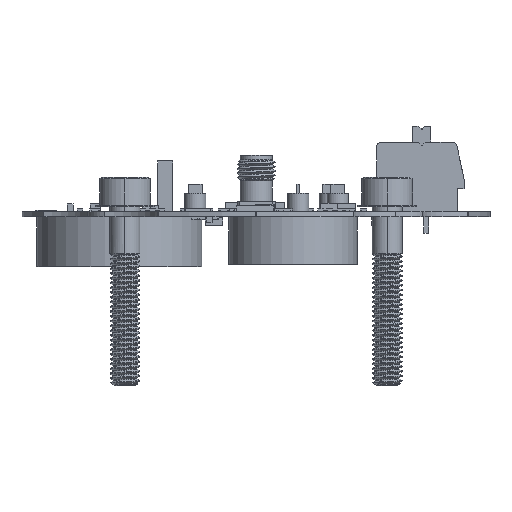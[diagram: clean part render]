
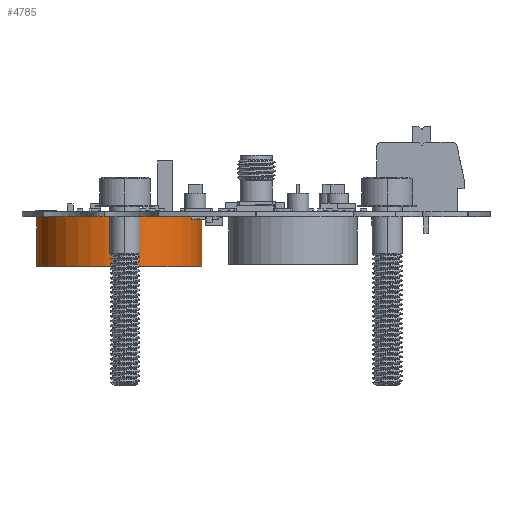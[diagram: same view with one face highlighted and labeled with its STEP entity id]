
A CAD part, left-side view. The second image highlights one B-rep face of the part: STEP entity #4785.
In plain terms, the highlighted cylindrical face has radius 13.85 mm (diameter 27.7 mm), a full revolution.
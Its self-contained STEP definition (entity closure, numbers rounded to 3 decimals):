
#4785 = ADVANCED_FACE('',(#4786),#4813,.T.);
#4786 = FACE_BOUND('',#4787,.T.);
#4787 = EDGE_LOOP('',(#4788,#4797,#4805,#4812));
#4788 = ORIENTED_EDGE('',*,*,#4789,.T.);
#4789 = EDGE_CURVE('',#4790,#4790,#4792,.T.);
#4790 = VERTEX_POINT('',#4791);
#4791 = CARTESIAN_POINT('',(13.85,0.,0.));
#4792 = CIRCLE('',#4793,13.85);
#4793 = AXIS2_PLACEMENT_3D('',#4794,#4795,#4796);
#4794 = CARTESIAN_POINT('',(0.,0.,0.));
#4795 = DIRECTION('',(0.,0.,1.));
#4796 = DIRECTION('',(1.,0.,0.));
#4797 = ORIENTED_EDGE('',*,*,#4798,.T.);
#4798 = EDGE_CURVE('',#4790,#4799,#4801,.T.);
#4799 = VERTEX_POINT('',#4800);
#4800 = CARTESIAN_POINT('',(13.85,0.,8.38));
#4801 = LINE('',#4802,#4803);
#4802 = CARTESIAN_POINT('',(13.85,0.,0.));
#4803 = VECTOR('',#4804,1.);
#4804 = DIRECTION('',(0.,0.,1.));
#4805 = ORIENTED_EDGE('',*,*,#4806,.F.);
#4806 = EDGE_CURVE('',#4799,#4799,#4807,.T.);
#4807 = CIRCLE('',#4808,13.85);
#4808 = AXIS2_PLACEMENT_3D('',#4809,#4810,#4811);
#4809 = CARTESIAN_POINT('',(0.,0.,8.38));
#4810 = DIRECTION('',(0.,0.,1.));
#4811 = DIRECTION('',(1.,0.,0.));
#4812 = ORIENTED_EDGE('',*,*,#4798,.F.);
#4813 = CYLINDRICAL_SURFACE('',#4814,13.85);
#4814 = AXIS2_PLACEMENT_3D('',#4815,#4816,#4817);
#4815 = CARTESIAN_POINT('',(0.,0.,0.));
#4816 = DIRECTION('',(0.,0.,-1.));
#4817 = DIRECTION('',(1.,0.,0.));
